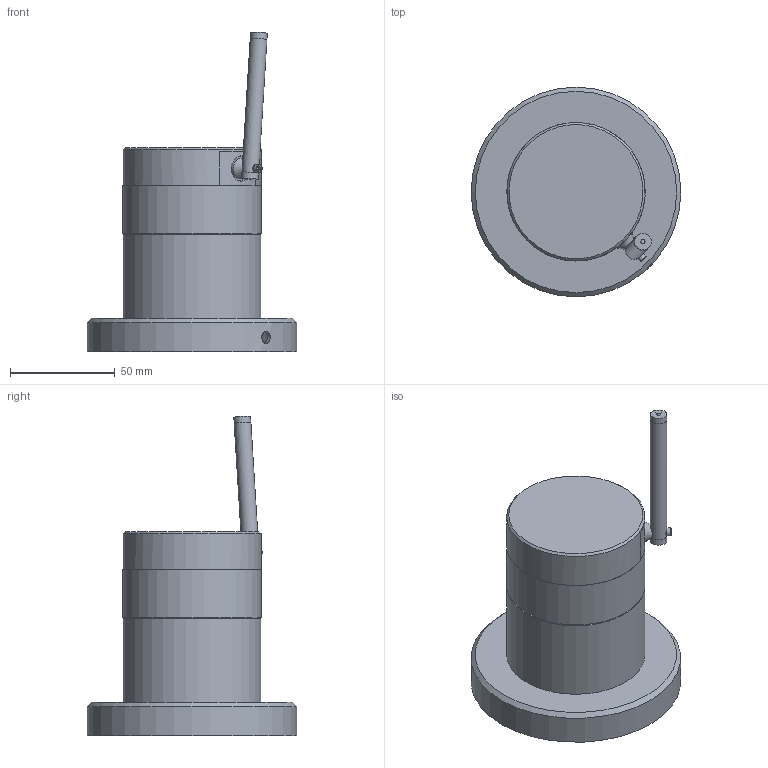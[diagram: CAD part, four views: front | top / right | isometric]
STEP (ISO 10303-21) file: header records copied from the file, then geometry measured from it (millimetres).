
FILE_DESCRIPTION(/* description */ (''),/* implementation_level */ '2;1');
FILE_NAME(/* name */ '电机总装.stp',/* time_stamp */ '2021-04-01T11:34:57+08:00',/* author */ (''),/* organization */ (''),/* preprocessor_version */ 'ST-DEVELOPER v16',/* originating_system */ 'SIEMENS PLM Software NX 10.0',/* authorisation */ '');
FILE_SCHEMA (('CONFIG_CONTROL_DESIGN'));
Length unit declared in the file: millimetre
Products named in the file (21): 磁钢转子; 轴承; 底盖; 平衡杆-简单; GB-T70.1-2000,M2X10; 平衡杆; GB-T70.1-2000,M3X16; GB-T70.1-2000,M3X6; GB-T70.1-2000,M2X6; 电路板; 底座; 盖子; 外壳上; 外壳下; 编码器链接件; 电机定子座; 编码器头; 码盘; 中空无刷电机; 磁钢座_MODEL; 电机总装
Assembly tree (40 placements, depth 3):
  电机总装
    中空无刷电机
    码盘
    编码器头
    电机定子座
    编码器链接件
    外壳下
    外壳上
    磁钢座_MODEL
      轴承  x2
      磁钢转子
    盖子
    底座
    电路板
    GB-T70.1-2000,M2X6  x10
    GB-T70.1-2000,M3X6  x8
    GB-T70.1-2000,M3X16  x4
    平衡杆
    GB-T70.1-2000,M2X10
    平衡杆-简单
    底盖
Bounding box: 100 x 100 x 152.6 mm (x, y, z)
Volume: 225162.3 mm3; surface area: 122530.7 mm2
Topology: 40 solids, 40 shells, 980 faces, 2062 edges, 1217 vertices
Faces by surface type: plane 486, cylinder 250, cone 194, torus 48, bspline 2
Full cylindrical faces by diameter (mm): 1.5 x1, 1.6 x15, 1.886 x11, 2 x15, 2.5 x12, 2.874 x12, 3.2 x12, 3.8 x11, 4 x1, 5.5 x12, 5.7 x1, 6 x9, 6.7 x1, 8 x5, 8.5 x2, 10 x5, 12 x1, 14 x3, 16 x4, 20 x2, 30 x1, 47.5 x2, 60 x3, 66 x3, 97 x2, 100 x1
Entity records: 16182 total; most frequent: CARTESIAN_POINT 2730, DIRECTION 2394, ORIENTED_EDGE 1828, AXIS2_PLACEMENT_3D 1006, EDGE_CURVE 914, EDGE_LOOP 762, VERTEX_POINT 674, FACE_BOUND 505
